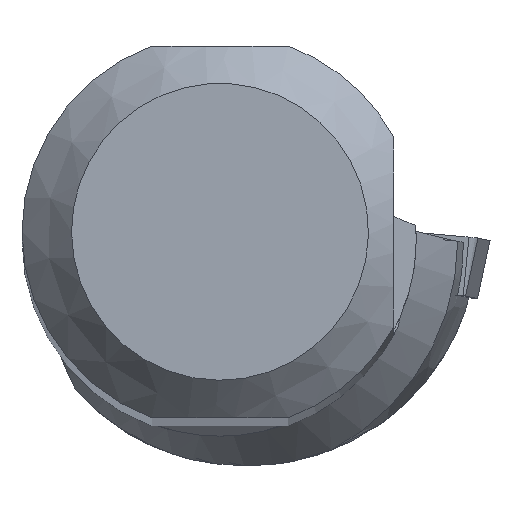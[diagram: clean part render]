
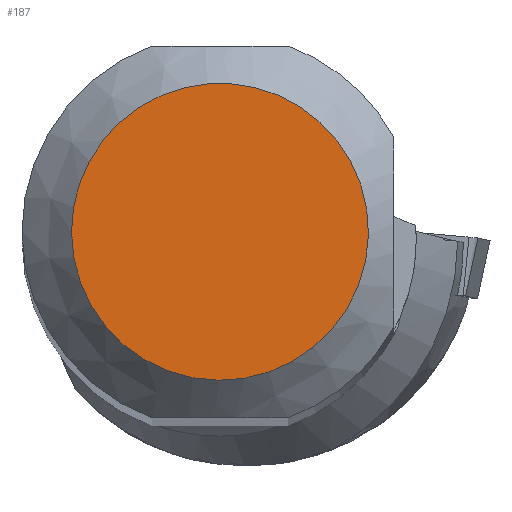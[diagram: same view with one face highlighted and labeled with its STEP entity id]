
A CAD part, top view. The second image highlights one B-rep face of the part: STEP entity #187.
In plain terms, the highlighted planar face has unit normal (0, 0, 1).
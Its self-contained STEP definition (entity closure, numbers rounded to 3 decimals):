
#148=FACE_OUTER_BOUND('',#365,.T.);
#187=ADVANCED_FACE('',(#148),#213,.T.);
#213=PLANE('',#952);
#365=EDGE_LOOP('',(#517));
#517=ORIENTED_EDGE('',*,*,#751,.F.);
#659=VERTEX_POINT('',#1545);
#751=EDGE_CURVE('',#659,#659,#798,.T.);
#798=CIRCLE('',#951,5.993);
#951=AXIS2_PLACEMENT_3D('',#1544,#1139,#1140);
#952=AXIS2_PLACEMENT_3D('',#1546,#1141,#1142);
#1139=DIRECTION('',(0.,0.,-1.));
#1140=DIRECTION('',(-1.,0.,0.));
#1141=DIRECTION('',(0.,0.,1.));
#1142=DIRECTION('',(-1.,0.,0.));
#1544=CARTESIAN_POINT('',(0.,0.,0.));
#1545=CARTESIAN_POINT('',(-5.993,0.,0.));
#1546=CARTESIAN_POINT('',(0.,0.,
0.));
